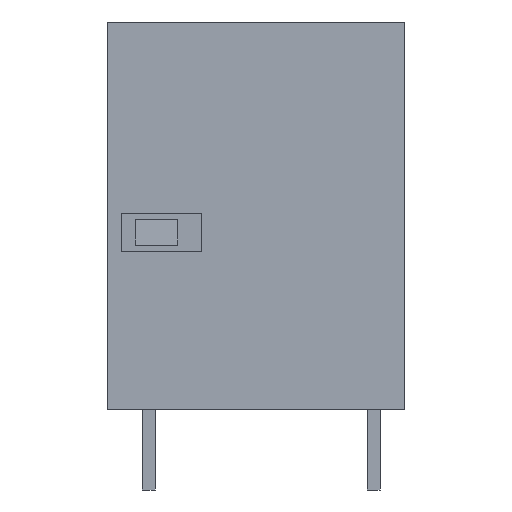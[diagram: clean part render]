
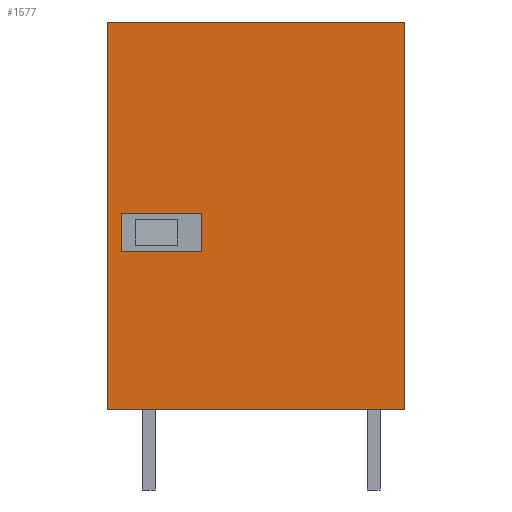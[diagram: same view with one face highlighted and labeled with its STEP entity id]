
A CAD part, left-side view. The second image highlights one B-rep face of the part: STEP entity #1577.
In plain terms, the highlighted planar face has unit normal (-1, 0, 0).
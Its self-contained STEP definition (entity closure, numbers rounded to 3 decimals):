
#1523=AXIS2_PLACEMENT_3D('Plane Axis2P3D',#1520,#1521,#1522) ;
#49=CARTESIAN_POINT('Vertex',(0.,0.,5.)) ;
#52=CARTESIAN_POINT('Line Origine',(0.,9.25,5.)) ;
#56=CARTESIAN_POINT('Vertex',(0.,18.5,5.)) ;
#148=CARTESIAN_POINT('Line Origine',(0.,0.,17.075)) ;
#152=CARTESIAN_POINT('Vertex',(0.,0.,29.15)) ;
#1520=CARTESIAN_POINT('Axis2P3D Location',(0.,18.5,0.)) ;
#1525=CARTESIAN_POINT('Line Origine',(0.,9.25,29.15)) ;
#1529=CARTESIAN_POINT('Vertex',(0.,18.5,29.15)) ;
#1532=CARTESIAN_POINT('Line Origine',(0.,18.5,17.075)) ;
#1543=CARTESIAN_POINT('Line Origine',(0.,15.151,17.25)) ;
#1547=CARTESIAN_POINT('Vertex',(0.,12.651,17.25)) ;
#1549=CARTESIAN_POINT('Vertex',(0.,17.65,17.25)) ;
#1552=CARTESIAN_POINT('Line Origine',(0.,12.651,16.05)) ;
#1556=CARTESIAN_POINT('Vertex',(0.,12.651,14.85)) ;
#1559=CARTESIAN_POINT('Line Origine',(0.,15.151,14.85)) ;
#1563=CARTESIAN_POINT('Vertex',(0.,17.65,14.85)) ;
#1566=CARTESIAN_POINT('Line Origine',(0.,17.65,16.05)) ;
#53=DIRECTION('Vector Direction',(0.,-1.,0.)) ;
#149=DIRECTION('Vector Direction',(0.,0.,-1.)) ;
#1521=DIRECTION('Axis2P3D Direction',(-1.,0.,0.)) ;
#1522=DIRECTION('Axis2P3D XDirection',(0.,-1.,0.)) ;
#1526=DIRECTION('Vector Direction',(0.,1.,0.)) ;
#1533=DIRECTION('Vector Direction',(0.,0.,-1.)) ;
#1544=DIRECTION('Vector Direction',(0.,1.,0.)) ;
#1553=DIRECTION('Vector Direction',(0.,0.,1.)) ;
#1560=DIRECTION('Vector Direction',(0.,-1.,0.)) ;
#1567=DIRECTION('Vector Direction',(0.,0.,-1.)) ;
#54=VECTOR('Line Direction',#53,1.) ;
#150=VECTOR('Line Direction',#149,1.) ;
#1527=VECTOR('Line Direction',#1526,1.) ;
#1534=VECTOR('Line Direction',#1533,1.) ;
#1545=VECTOR('Line Direction',#1544,1.) ;
#1554=VECTOR('Line Direction',#1553,1.) ;
#1561=VECTOR('Line Direction',#1560,1.) ;
#1568=VECTOR('Line Direction',#1567,1.) ;
#1538=ORIENTED_EDGE('',*,*,#1531,.T.) ;
#1539=ORIENTED_EDGE('',*,*,#1536,.T.) ;
#1540=ORIENTED_EDGE('',*,*,#58,.T.) ;
#1541=ORIENTED_EDGE('',*,*,#154,.T.) ;
#1572=ORIENTED_EDGE('',*,*,#1551,.F.) ;
#1573=ORIENTED_EDGE('',*,*,#1558,.F.) ;
#1574=ORIENTED_EDGE('',*,*,#1565,.F.) ;
#1575=ORIENTED_EDGE('',*,*,#1570,.F.) ;
#1576=FACE_BOUND('',#1571,.T.) ;
#1577=ADVANCED_FACE('HOUSING',(#1542,#1576),#1524,.T.) ;
#58=EDGE_CURVE('',#57,#50,#55,.T.) ;
#154=EDGE_CURVE('',#50,#153,#151,.F.) ;
#1531=EDGE_CURVE('',#153,#1530,#1528,.T.) ;
#1536=EDGE_CURVE('',#1530,#57,#1535,.T.) ;
#1551=EDGE_CURVE('',#1548,#1550,#1546,.T.) ;
#1558=EDGE_CURVE('',#1557,#1548,#1555,.T.) ;
#1565=EDGE_CURVE('',#1564,#1557,#1562,.T.) ;
#1570=EDGE_CURVE('',#1550,#1564,#1569,.T.) ;
#1537=EDGE_LOOP('',(#1538,#1539,#1540,#1541)) ;
#1571=EDGE_LOOP('',(#1572,#1573,#1574,#1575)) ;
#1542=FACE_OUTER_BOUND('',#1537,.T.) ;
#55=LINE('Line',#52,#54) ;
#151=LINE('Line',#148,#150) ;
#1528=LINE('Line',#1525,#1527) ;
#1535=LINE('Line',#1532,#1534) ;
#1546=LINE('Line',#1543,#1545) ;
#1555=LINE('Line',#1552,#1554) ;
#1562=LINE('Line',#1559,#1561) ;
#1569=LINE('Line',#1566,#1568) ;
#1524=PLANE('',#1523) ;
#50=VERTEX_POINT('',#49) ;
#57=VERTEX_POINT('',#56) ;
#153=VERTEX_POINT('',#152) ;
#1530=VERTEX_POINT('',#1529) ;
#1548=VERTEX_POINT('',#1547) ;
#1550=VERTEX_POINT('',#1549) ;
#1557=VERTEX_POINT('',#1556) ;
#1564=VERTEX_POINT('',#1563) ;
